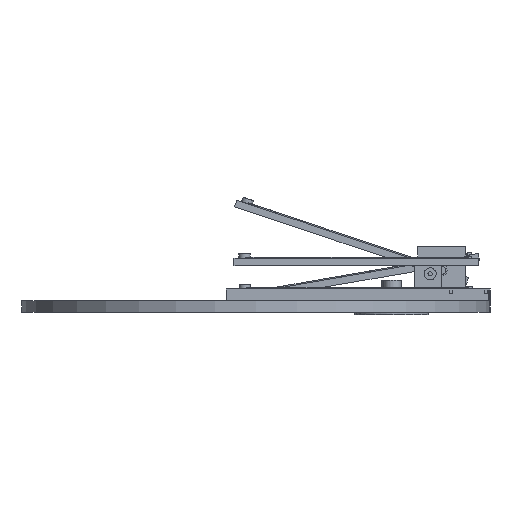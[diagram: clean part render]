
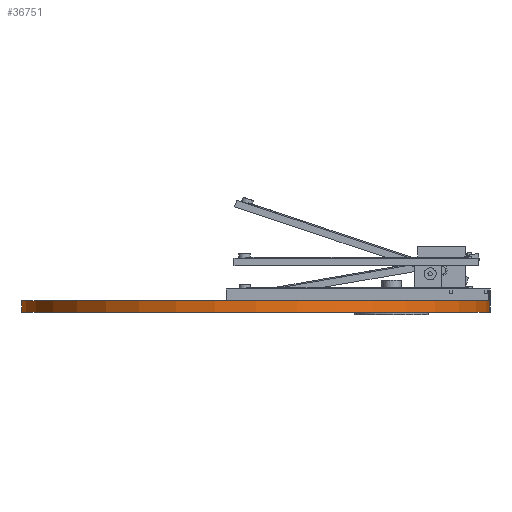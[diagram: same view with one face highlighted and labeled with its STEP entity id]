
A CAD part, left-side view. The second image highlights one B-rep face of the part: STEP entity #36751.
In plain terms, the highlighted cylindrical face has radius 100 mm (diameter 200 mm), a full revolution.
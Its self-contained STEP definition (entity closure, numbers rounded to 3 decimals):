
#2568=FACE_OUTER_BOUND('',#4882,.T.);
#4882=EDGE_LOOP('',(#25845,#25846,#25847,#25848));
#7245=LINE('',#53146,#11748);
#11748=VECTOR('',#42451,100.);
#16252=CIRCLE('',#39346,100.);
#16253=CIRCLE('',#39347,100.);
#17034=VERTEX_POINT('',#53143);
#17035=VERTEX_POINT('',#53145);
#20559=EDGE_CURVE('',#17034,#17034,#16252,.T.);
#20560=EDGE_CURVE('',#17034,#17035,#7245,.T.);
#20561=EDGE_CURVE('',#17035,#17035,#16253,.T.);
#25845=ORIENTED_EDGE('',*,*,#20559,.F.);
#25846=ORIENTED_EDGE('',*,*,#20560,.T.);
#25847=ORIENTED_EDGE('',*,*,#20561,.T.);
#25848=ORIENTED_EDGE('',*,*,#20560,.F.);
#36412=CYLINDRICAL_SURFACE('',#39345,100.);
#36751=ADVANCED_FACE('',(#2568),#36412,.T.);
#39345=AXIS2_PLACEMENT_3D('',#53142,#42447,#42448);
#39346=AXIS2_PLACEMENT_3D('',#53144,#42449,#42450);
#39347=AXIS2_PLACEMENT_3D('',#53147,#42452,#42453);
#42447=DIRECTION('center_axis',(0.,0.,1.));
#42448=DIRECTION('ref_axis',(1.,0.,0.));
#42449=DIRECTION('center_axis',(0.,0.,1.));
#42450=DIRECTION('ref_axis',(1.,0.,0.));
#42451=DIRECTION('',(0.,0.,-1.));
#42452=DIRECTION('center_axis',(0.,0.,1.));
#42453=DIRECTION('ref_axis',(1.,0.,0.));
#53142=CARTESIAN_POINT('Origin',(0.,0.,0.));
#53143=CARTESIAN_POINT('',(-100.,0.,5.));
#53144=CARTESIAN_POINT('Origin',(0.,0.,5.));
#53145=CARTESIAN_POINT('',(-100.,0.,0.));
#53146=CARTESIAN_POINT('',(-100.,0.,0.));
#53147=CARTESIAN_POINT('Origin',(0.,0.,0.));
